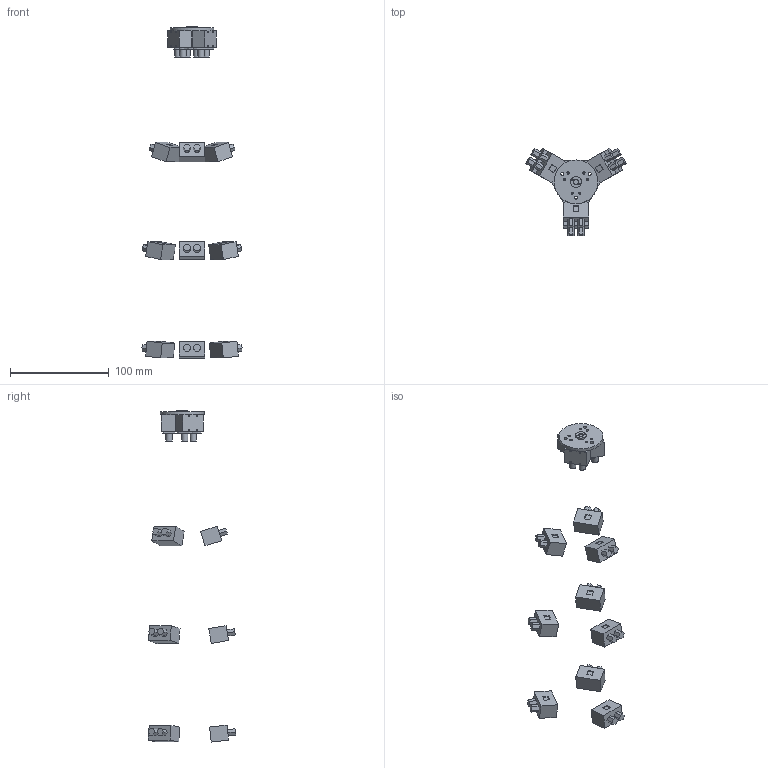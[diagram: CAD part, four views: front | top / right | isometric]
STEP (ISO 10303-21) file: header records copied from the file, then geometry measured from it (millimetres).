
FILE_DESCRIPTION(/* description */ ('STEP AP242','CAx-IF Rec.Pracs.---Representation and Presentation of Product Manufacturing Information (PMI)---4.0---2014-10-13','CAx-IF Rec.Pracs.---3D Tessellated Geometry---0.4---2014-09-14','2;1'),/* implementation_level */ '2;1');
FILE_NAME(/* name */ '68922652f3cca767a1a12354',/* time_stamp */ '2025-08-05T15:42:11Z',/* author */ (''),/* organization */ (''),/* preprocessor_version */ 'ST-DEVELOPER v20',/* originating_system */ 'ONSHAPE BY PTC INC, 1.201',/* authorisation */ ' ');
FILE_SCHEMA (('AP242_MANAGED_MODEL_BASED_3D_ENGINEERING_MIM_LF { 1 0 10303 442 1 1 4 }'));
Length unit declared in the file: metre
Products named in the file (24): Assembly 1; Part 4; Part 3; rod3_sensor5_box; rod2_sensor4_box; rod3_sensor2_sipm; rod1_sensor3_sipm; rod1_sensor0_sipm; rod2_sensor1_sipm; rod2_sensor1_box; rod2_sensor2_box; Part 2; rod1_sensor0_box; rod1_sensor6_sipm; rod3_sensor3_sipm; SiPM BOX V2 FOR RADIAL ASSEMBLY W SQUARE OPENING.step; rod3_sensor3_box; rod1_sensor6_box; rod3_sensor5_sipm; rod1_sensor3_box; Part 5; rod3_sensor2_box; rod2_sensor4_sipm; rod2_sensor2_sipm
Assembly tree (23 placements, depth 2):
  Assembly 1
    Part 4
    Part 3
    rod3_sensor5_box
    rod2_sensor4_box
    rod3_sensor2_sipm
    rod1_sensor3_sipm
    rod1_sensor0_sipm
    rod2_sensor1_sipm
    rod2_sensor1_box
    rod2_sensor2_box
    Part 2
    rod1_sensor0_box
    rod1_sensor6_sipm
    rod3_sensor3_sipm
    SiPM BOX V2 FOR RADIAL ASSEMBLY W SQUARE OPENING.step
    rod3_sensor3_box
    rod1_sensor6_box
    rod3_sensor5_sipm
    rod1_sensor3_box
    Part 5
    rod3_sensor2_box
    rod2_sensor4_sipm
    rod2_sensor2_sipm
Bounding box: 101.72 x 88.46 x 336.41 mm (x, y, z)
Volume: 84351.9 mm3; surface area: 40160.6 mm2
Topology: 23 solids, 23 shells, 746 faces, 1769 edges, 1158 vertices
Faces by surface type: plane 552, cylinder 176, cone 18
Full cylindrical faces by diameter (mm): 0.5 x6, 1.016 x6, 1.27 x8, 1.524 x24, 1.626 x12, 1.778 x14, 2.184 x12, 2.261 x6, 2.591 x12, 3.175 x3, 4.089 x6, 4.305 x6, 5.078 x1, 6.096 x1, 6.5 x6, 11.113 x1, 44.45 x1
Entity records: 21244 total; most frequent: CARTESIAN_POINT 3650, DIRECTION 3484, ORIENTED_EDGE 3156, EDGE_CURVE 1578, LINE 1164, VECTOR 1164, AXIS2_PLACEMENT_3D 1160, VERTEX_POINT 1122
